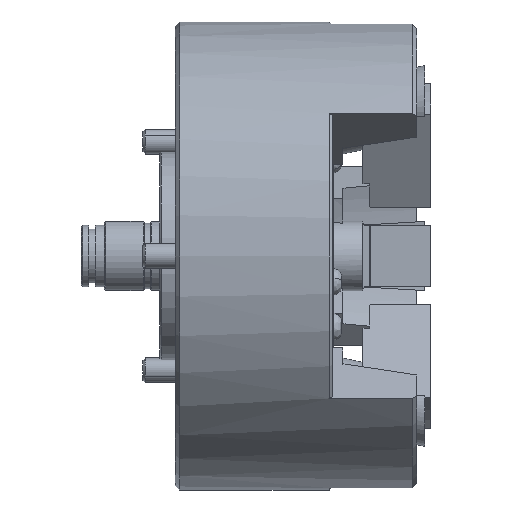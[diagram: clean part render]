
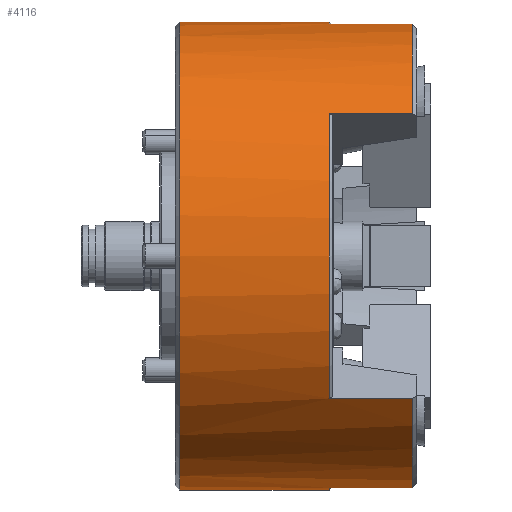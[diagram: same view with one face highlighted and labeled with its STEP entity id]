
A CAD part, front view. The second image highlights one B-rep face of the part: STEP entity #4116.
In plain terms, the highlighted cylindrical face has radius 152 mm (diameter 304 mm), a partial arc.
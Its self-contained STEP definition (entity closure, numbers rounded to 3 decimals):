
#76 = DIRECTION ( 'NONE',  ( -1., 0., 0. ) ) ;
#157 = CIRCLE ( 'NONE', #1475, 152. ) ;
#197 = CARTESIAN_POINT ( 'NONE',  ( 154., -120.59, 92.532 ) ) ;
#240 = VERTEX_POINT ( 'NONE', #4026 ) ;
#399 = DIRECTION ( 'NONE',  ( 0., 0., 1. ) ) ;
#429 = VERTEX_POINT ( 'NONE', #4819 ) ;
#626 = EDGE_CURVE ( 'NONE', #6581, #3502, #4359, .T. ) ;
#663 = AXIS2_PLACEMENT_3D ( 'NONE', #8114, #3755, #8854 ) ;
#687 = LINE ( 'NONE', #6719, #906 ) ;
#906 = VECTOR ( 'NONE', #8203, 1000. ) ;
#928 = DIRECTION ( 'NONE',  ( 1., 0., 0. ) ) ;
#1232 = CARTESIAN_POINT ( 'NONE',  ( 3., 0., 152. ) ) ;
#1475 = AXIS2_PLACEMENT_3D ( 'NONE', #7870, #3515, #8624 ) ;
#1585 = EDGE_CURVE ( 'NONE', #6061, #8941, #157, .T. ) ;
#1590 = ORIENTED_EDGE ( 'NONE', *, *, #8599, .F. ) ;
#1599 = EDGE_CURVE ( 'NONE', #429, #5542, #5694, .T. ) ;
#2157 = CARTESIAN_POINT ( 'NONE',  ( 154., -19.84, 150.7 ) ) ;
#2307 = CYLINDRICAL_SURFACE ( 'NONE', #7154, 152. ) ;
#2313 = CIRCLE ( 'NONE', #7620, 152. ) ;
#2319 = DIRECTION ( 'NONE',  ( -1., 0., 0. ) ) ;
#2428 = AXIS2_PLACEMENT_3D ( 'NONE', #9111, #4721, #399 ) ;
#2461 = VECTOR ( 'NONE', #76, 1000. ) ;
#2472 = ORIENTED_EDGE ( 'NONE', *, *, #7738, .T. ) ;
#2544 = CARTESIAN_POINT ( 'NONE',  ( 154., -19.84, -150.7 ) ) ;
#2675 = LINE ( 'NONE', #8798, #8769 ) ;
#2920 = CARTESIAN_POINT ( 'NONE',  ( 100., 0., 0. ) ) ;
#3502 = VERTEX_POINT ( 'NONE', #8967 ) ;
#3515 = DIRECTION ( 'NONE',  ( -1., 0., 0. ) ) ;
#3531 = EDGE_CURVE ( 'NONE', #6786, #240, #2313, .T. ) ;
#3622 = VECTOR ( 'NONE', #5389, 1000. ) ;
#3635 = DIRECTION ( 'NONE',  ( 0., 0., 1. ) ) ;
#3755 = DIRECTION ( 'NONE',  ( -1., 0., 0. ) ) ;
#3757 = CIRCLE ( 'NONE', #4054, 152. ) ;
#3969 = CARTESIAN_POINT ( 'NONE',  ( 0., 0., -152. ) ) ;
#3985 = CIRCLE ( 'NONE', #663, 152. ) ;
#3991 = FACE_OUTER_BOUND ( 'NONE', #4572, .T. ) ;
#4026 = CARTESIAN_POINT ( 'NONE',  ( 100., -19.84, -150.7 ) ) ;
#4054 = AXIS2_PLACEMENT_3D ( 'NONE', #5263, #928, #5994 ) ;
#4070 = DIRECTION ( 'NONE',  ( 1., 0., 0. ) ) ;
#4116 = ADVANCED_FACE ( 'NONE', ( #3991 ), #2307, .T. ) ;
#4134 = AXIS2_PLACEMENT_3D ( 'NONE', #6649, #2319, #7378 ) ;
#4359 = CIRCLE ( 'NONE', #4134, 152. ) ;
#4362 = LINE ( 'NONE', #5851, #2461 ) ;
#4572 = EDGE_LOOP ( 'NONE', ( #1590, #7509, #6341, #7787, #6396, #9369, #5892, #5646, #7087, #6350, #8921, #2472 ) ) ;
#4721 = DIRECTION ( 'NONE',  ( -1., 0., 0. ) ) ;
#4819 = CARTESIAN_POINT ( 'NONE',  ( 154., -120.59, -92.532 ) ) ;
#5263 = CARTESIAN_POINT ( 'NONE',  ( 3., 0., 0. ) ) ;
#5334 = CARTESIAN_POINT ( 'NONE',  ( 100., 0., -152. ) ) ;
#5389 = DIRECTION ( 'NONE',  ( -1., 0., 0. ) ) ;
#5504 = VERTEX_POINT ( 'NONE', #8766 ) ;
#5542 = VERTEX_POINT ( 'NONE', #6610 ) ;
#5559 = VERTEX_POINT ( 'NONE', #1232 ) ;
#5646 = ORIENTED_EDGE ( 'NONE', *, *, #1585, .T. ) ;
#5694 = LINE ( 'NONE', #7137, #9364 ) ;
#5851 = CARTESIAN_POINT ( 'NONE',  ( 0., 0., 152. ) ) ;
#5872 = DIRECTION ( 'NONE',  ( -1., 0., 0. ) ) ;
#5892 = ORIENTED_EDGE ( 'NONE', *, *, #7349, .T. ) ;
#5903 = CARTESIAN_POINT ( 'NONE',  ( 100., -19.84, 150.7 ) ) ;
#5906 = EDGE_CURVE ( 'NONE', #3502, #5559, #4362, .T. ) ;
#5994 = DIRECTION ( 'NONE',  ( 0., 0., 1. ) ) ;
#6027 = VECTOR ( 'NONE', #4070, 1000. ) ;
#6061 = VERTEX_POINT ( 'NONE', #197 ) ;
#6122 = LINE ( 'NONE', #7697, #6027 ) ;
#6341 = ORIENTED_EDGE ( 'NONE', *, *, #8498, .T. ) ;
#6350 = ORIENTED_EDGE ( 'NONE', *, *, #626, .T. ) ;
#6396 = ORIENTED_EDGE ( 'NONE', *, *, #1599, .T. ) ;
#6422 = DIRECTION ( 'NONE',  ( 0., 0., 1. ) ) ;
#6561 = EDGE_CURVE ( 'NONE', #8941, #6581, #2675, .T. ) ;
#6581 = VERTEX_POINT ( 'NONE', #5903 ) ;
#6610 = CARTESIAN_POINT ( 'NONE',  ( 100., -120.59, -92.532 ) ) ;
#6649 = CARTESIAN_POINT ( 'NONE',  ( 100., 0., 0. ) ) ;
#6719 = CARTESIAN_POINT ( 'NONE',  ( 0., -19.84, -150.7 ) ) ;
#6786 = VERTEX_POINT ( 'NONE', #5334 ) ;
#6881 = VERTEX_POINT ( 'NONE', #2544 ) ;
#7087 = ORIENTED_EDGE ( 'NONE', *, *, #6561, .T. ) ;
#7137 = CARTESIAN_POINT ( 'NONE',  ( 0., -120.59, -92.532 ) ) ;
#7154 = AXIS2_PLACEMENT_3D ( 'NONE', #9397, #8664, #6422 ) ;
#7349 = EDGE_CURVE ( 'NONE', #8518, #6061, #6122, .T. ) ;
#7378 = DIRECTION ( 'NONE',  ( 0., 0., 1. ) ) ;
#7509 = ORIENTED_EDGE ( 'NONE', *, *, #3531, .T. ) ;
#7620 = AXIS2_PLACEMENT_3D ( 'NONE', #2920, #7998, #3635 ) ;
#7670 = EDGE_CURVE ( 'NONE', #6881, #429, #3985, .T. ) ;
#7697 = CARTESIAN_POINT ( 'NONE',  ( 0., -120.59, 92.532 ) ) ;
#7726 = LINE ( 'NONE', #3969, #3622 ) ;
#7738 = EDGE_CURVE ( 'NONE', #5559, #5504, #3757, .T. ) ;
#7787 = ORIENTED_EDGE ( 'NONE', *, *, #7670, .T. ) ;
#7870 = CARTESIAN_POINT ( 'NONE',  ( 154., 0., 0. ) ) ;
#7873 = EDGE_CURVE ( 'NONE', #5542, #8518, #8434, .T. ) ;
#7998 = DIRECTION ( 'NONE',  ( -1., 0., 0. ) ) ;
#8114 = CARTESIAN_POINT ( 'NONE',  ( 154., 0., 0. ) ) ;
#8203 = DIRECTION ( 'NONE',  ( 1., 0., 0. ) ) ;
#8244 = CARTESIAN_POINT ( 'NONE',  ( 100., -120.59, 92.532 ) ) ;
#8434 = CIRCLE ( 'NONE', #2428, 152. ) ;
#8498 = EDGE_CURVE ( 'NONE', #240, #6881, #687, .T. ) ;
#8518 = VERTEX_POINT ( 'NONE', #8244 ) ;
#8599 = EDGE_CURVE ( 'NONE', #6786, #5504, #7726, .T. ) ;
#8624 = DIRECTION ( 'NONE',  ( 0., 0., 1. ) ) ;
#8664 = DIRECTION ( 'NONE',  ( -1., 0., 0. ) ) ;
#8766 = CARTESIAN_POINT ( 'NONE',  ( 3., 0., -152. ) ) ;
#8769 = VECTOR ( 'NONE', #5872, 1000. ) ;
#8798 = CARTESIAN_POINT ( 'NONE',  ( 0., -19.84, 150.7 ) ) ;
#8854 = DIRECTION ( 'NONE',  ( 0., 0., 1. ) ) ;
#8921 = ORIENTED_EDGE ( 'NONE', *, *, #5906, .T. ) ;
#8941 = VERTEX_POINT ( 'NONE', #2157 ) ;
#8967 = CARTESIAN_POINT ( 'NONE',  ( 100., 0., 152. ) ) ;
#9111 = CARTESIAN_POINT ( 'NONE',  ( 100., 0., 0. ) ) ;
#9344 = DIRECTION ( 'NONE',  ( -1., 0., 0. ) ) ;
#9364 = VECTOR ( 'NONE', #9344, 1000. ) ;
#9369 = ORIENTED_EDGE ( 'NONE', *, *, #7873, .T. ) ;
#9397 = CARTESIAN_POINT ( 'NONE',  ( 0., 0., 0. ) ) ;
